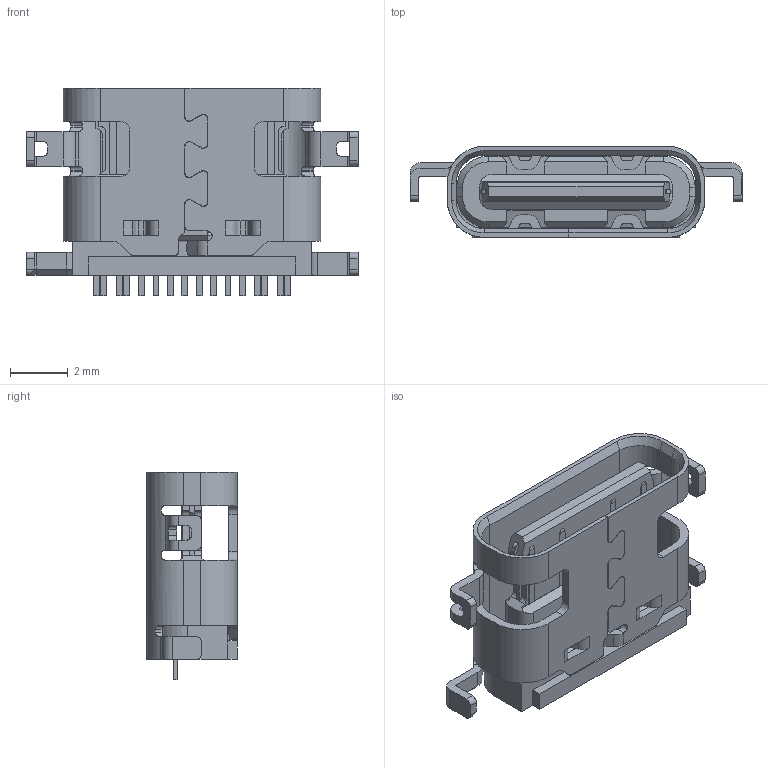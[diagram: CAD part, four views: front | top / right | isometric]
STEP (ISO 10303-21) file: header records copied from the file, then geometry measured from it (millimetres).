
FILE_DESCRIPTION (( 'STEP AP214' ), '1' );
FILE_NAME ('10172013-00011LF.STEP', '2024-10-23T11:35:13', ( 'LENOVO' ), ( '' ), 'SwSTEP 2.0', 'SolidWorks 2021', '' );
FILE_SCHEMA (( 'AUTOMOTIVE_DESIGN' ));
Length unit declared in the file: millimetre
Products named in the file (1): 10172013-00011LF
Bounding box: 11.54 x 3.16 x 7.2 mm (x, y, z)
Volume: 94.6 mm3; surface area: 448.9 mm2
Topology: 38 solids, 38 shells, 779 faces, 2092 edges, 1369 vertices
Faces by surface type: plane 578, cylinder 188, cone 13
Entity records: 25476 total; most frequent: CARTESIAN_POINT 4899, ORIENTED_EDGE 4184, DIRECTION 3880, EDGE_CURVE 2092, LINE 1668, VECTOR 1668, VERTEX_POINT 1369, AXIS2_PLACEMENT_3D 1106
